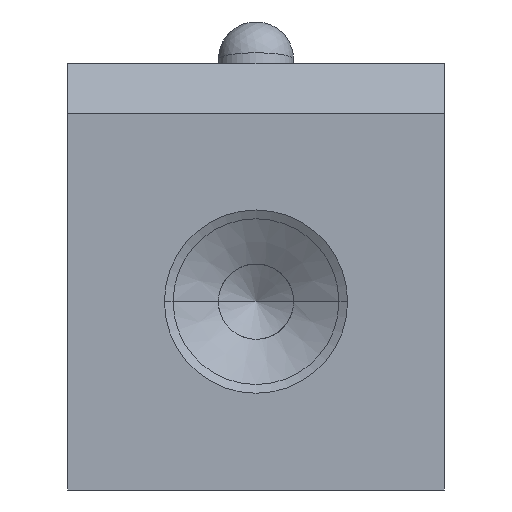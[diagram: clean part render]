
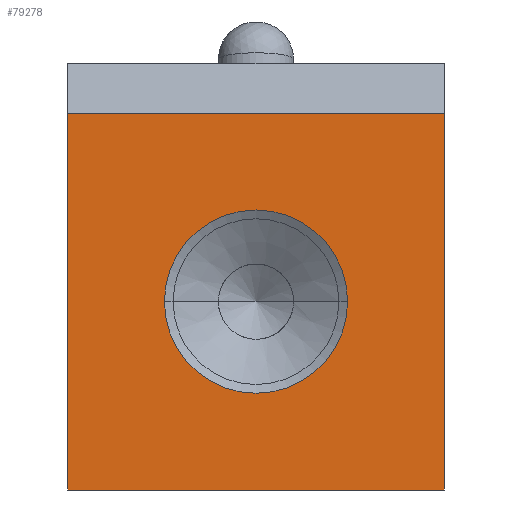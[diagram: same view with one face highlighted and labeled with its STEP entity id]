
A CAD part, front view. The second image highlights one B-rep face of the part: STEP entity #79278.
In plain terms, the highlighted planar face has unit normal (0, -1, 0).
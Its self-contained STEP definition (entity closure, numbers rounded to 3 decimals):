
#79190=CARTESIAN_POINT('',(18.669,-124.977,-20.0));
#79191=VERTEX_POINT('',#79190);
#79206=CARTESIAN_POINT('',(18.669,-124.977,0.0));
#79207=VERTEX_POINT('',#79206);
#79214=CARTESIAN_POINT('',(18.669,-124.977,-12.6));
#79215=DIRECTION('',(0.0,0.0,-1.0));
#79216=VECTOR('',#79215,1.0);
#79217=LINE('',#79214,#79216);
#79218=EDGE_CURVE('n� 6429',#79207,#79191,#79217,.T.);
#79228=CARTESIAN_POINT('',(3.804,-124.977,-10.0));
#79229=VERTEX_POINT('',#79228);
#79230=CARTESIAN_POINT('',(13.534,-124.977,-10.0));
#79231=VERTEX_POINT('',#79230);
#79232=CARTESIAN_POINT('',(8.669,-124.977,-10.0));
#79233=DIRECTION('',(0.0,1.0,0.0));
#79234=DIRECTION('',(-1.0,0.0,0.0));
#79235=AXIS2_PLACEMENT_3D('',#79232,#79233,#79234);
#79236=CIRCLE('',#79235,4.865);
#79237=EDGE_CURVE('n� 6440',#79229,#79231,#79236,.T.);
#79238=ORIENTED_EDGE('',*,*,#79237,.T.);
#79239=CARTESIAN_POINT('',(8.669,-124.977,-10.0));
#79240=DIRECTION('',(0.0,1.0,0.0));
#79241=DIRECTION('',(-1.0,0.0,0.0));
#79242=AXIS2_PLACEMENT_3D('',#79239,#79240,#79241);
#79243=CIRCLE('',#79242,4.865);
#79244=EDGE_CURVE('n� 6444',#79231,#79229,#79243,.T.);
#79245=ORIENTED_EDGE('',*,*,#79244,.T.);
#79246=EDGE_LOOP('',(#79238,#79245));
#79247=FACE_BOUND('',#79246,.T.);
#79248=CARTESIAN_POINT('',(-1.331,-124.977,0.0));
#79249=VERTEX_POINT('',#79248);
#79250=CARTESIAN_POINT('',(-1.331,-124.977,-20.0));
#79251=VERTEX_POINT('',#79250);
#79252=CARTESIAN_POINT('',(-1.331,-124.977,-12.6));
#79253=DIRECTION('',(0.0,0.0,-1.0));
#79254=VECTOR('',#79253,1.0);
#79255=LINE('',#79252,#79254);
#79256=EDGE_CURVE('n� 6453',#79249,#79251,#79255,.T.);
#79257=ORIENTED_EDGE('',*,*,#79256,.T.);
#79258=CARTESIAN_POINT('',(11.269,-124.977,-20.0));
#79259=DIRECTION('',(-1.0,0.0,0.0));
#79260=VECTOR('',#79259,1.0);
#79261=LINE('',#79258,#79260);
#79262=EDGE_CURVE('n� 6457',#79191,#79251,#79261,.T.);
#79263=ORIENTED_EDGE('',*,*,#79262,.F.);
#79264=ORIENTED_EDGE('',*,*,#79218,.F.);
#79265=CARTESIAN_POINT('',(11.269,-124.977,0.0));
#79266=DIRECTION('',(-1.0,0.0,0.0));
#79267=VECTOR('',#79266,1.0);
#79268=LINE('',#79265,#79267);
#79269=EDGE_CURVE('n� 6463',#79207,#79249,#79268,.T.);
#79270=ORIENTED_EDGE('',*,*,#79269,.T.);
#79271=EDGE_LOOP('',(#79257,#79263,#79264,#79270));
#79272=FACE_OUTER_BOUND('',#79271,.T.);
#79273=CARTESIAN_POINT('',(11.269,-124.977,-12.6));
#79274=DIRECTION('',(0.0,1.0,0.0));
#79275=DIRECTION('',(-1.0,0.0,0.0));
#79276=AXIS2_PLACEMENT_3D('',#79273,#79274,#79275);
#79277=PLANE('',#79276);
#79278=ADVANCED_FACE('n� 6431',(#79247,#79272),#79277,.F.);
